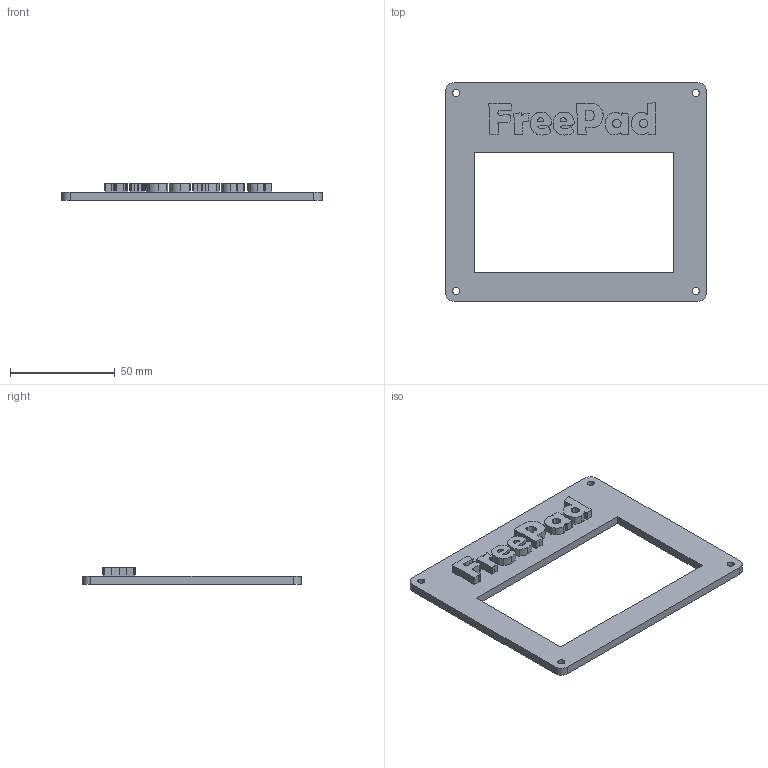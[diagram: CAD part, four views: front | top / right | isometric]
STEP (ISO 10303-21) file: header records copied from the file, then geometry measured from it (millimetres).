
FILE_DESCRIPTION(/* description */ (''),/* implementation_level */ '2;1');
FILE_NAME(/* name */ 'FreePad Top.step',/* time_stamp */ '2025-07-20T16:55:50+01:00',/* author */ (''),/* organization */ (''),/* preprocessor_version */ 'ST-DEVELOPER v20.1',/* originating_system */ 'Autodesk Translation Framework v14.10.0.0',/* authorisation */ '');
FILE_SCHEMA (('AUTOMOTIVE_DESIGN { 1 0 10303 214 3 1 1 }'));
Length unit declared in the file: millimetre
Products named in the file (1): 2025-07-17-20-35-21-686
Bounding box: 124.3 x 104.4 x 8 mm (x, y, z)
Volume: 32484.6 mm3; surface area: 19709.1 mm2
Topology: 1 solids, 1 shells, 232 faces, 654 edges, 436 vertices
Faces by surface type: bspline 197, plane 27, cylinder 8
Full cylindrical faces by diameter (mm): 3.4 x4
Entity records: 9379 total; most frequent: CARTESIAN_POINT 4684, ORIENTED_EDGE 1308, EDGE_CURVE 654, VERTEX_POINT 436, B_SPLINE_CURVE_WITH_KNOTS 397, DIRECTION 345, EDGE_LOOP 254, LINE 241
